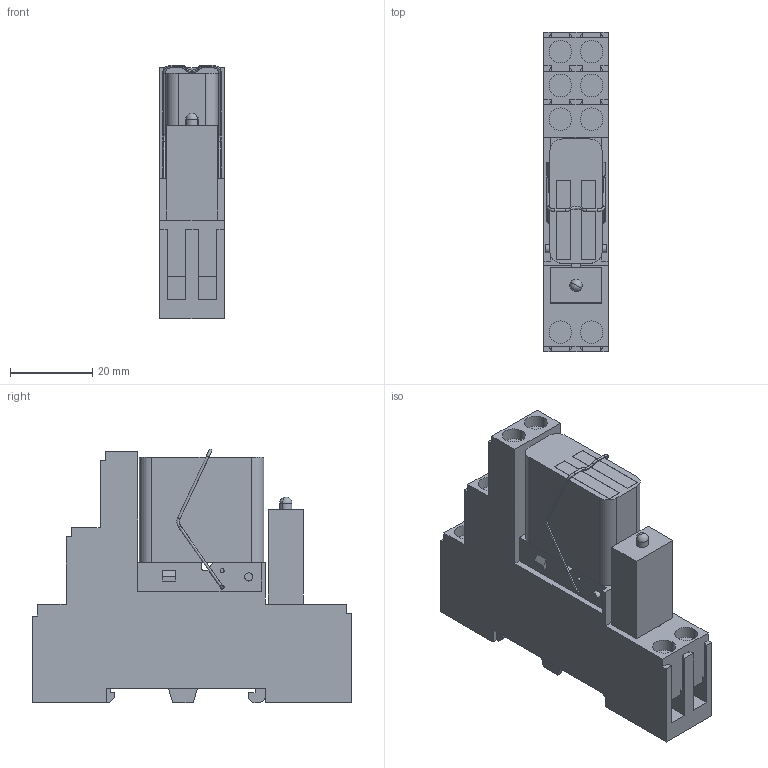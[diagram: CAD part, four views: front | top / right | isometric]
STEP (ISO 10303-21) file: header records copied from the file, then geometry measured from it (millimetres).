
FILE_DESCRIPTION(('CATIA V5R24 STEP','CAx-IF Rec.Pracs.--- Model Styling and Organization---1.2---2011-12-15'),'2;1');
FILE_NAME ('8208021_5', '2017-11-21T13:04:19+00:00', ('Weidmueller Interface'), ('Weidmueller'), 'CATIA Version 5-6 Release 2014 SP4', 'CATIA V5 STEP AP214', 'none');
FILE_SCHEMA(('AUTOMOTIVE_DESIGN { 1 0 10303 214 1 1 1 1 }'));
Length unit declared in the file: millimetre
Products named in the file (1): 1218410000
Bounding box: 15.6 x 77.6 x 61.64 mm (x, y, z)
Volume: 47366.1 mm3; surface area: 17596.2 mm2
Topology: 15 solids, 15 shells, 460 faces, 1173 edges, 773 vertices
Faces by surface type: plane 341, cylinder 99, torus 18, sphere 2
Entity records: 12848 total; most frequent: ORIENTED_EDGE 2342, CARTESIAN_POINT 2241, DIRECTION 1580, EDGE_CURVE 1163, VECTOR 887, LINE 887, VERTEX_POINT 765, EDGE_LOOP 494
